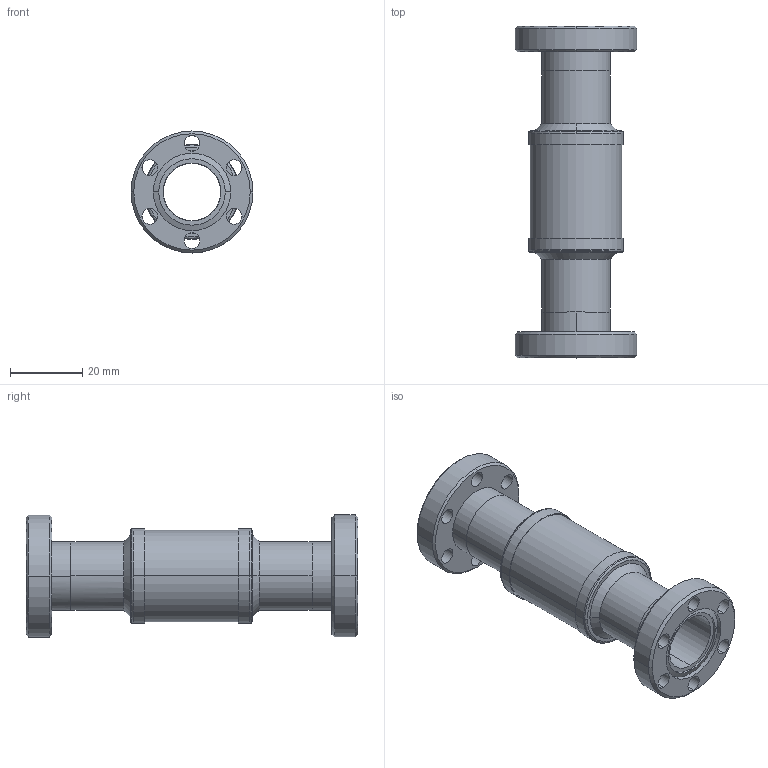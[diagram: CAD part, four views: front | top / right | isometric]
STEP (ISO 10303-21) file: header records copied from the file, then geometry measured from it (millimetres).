
FILE_DESCRIPTION (( 'STEP AP203' ), '1' );
FILE_NAME ('A0585-1-CF.STEP', '2013-11-06T11:58:09', ( '' ), ( '' ), 'SwSTEP 2.0', 'SolidWorks 2012', '' );
FILE_SCHEMA (( 'CONFIG_CONTROL_DESIGN' ));
Length unit declared in the file: inch
Products named in the file (1): A0585-1-CF
Bounding box: 33.78 x 91.92 x 33.81 mm (x, y, z)
Volume: 18486.5 mm3; surface area: 17972.7 mm2
Topology: 1 solids, 1 shells, 150 faces, 348 edges, 223 vertices
Faces by surface type: cylinder 88, cone 28, plane 26, torus 8
Entity records: 5217 total; most frequent: CARTESIAN_POINT 1464, DIRECTION 866, ORIENTED_EDGE 696, AXIS2_PLACEMENT_3D 375, EDGE_CURVE 348, CIRCLE 224, VERTEX_POINT 223, EDGE_LOOP 199
